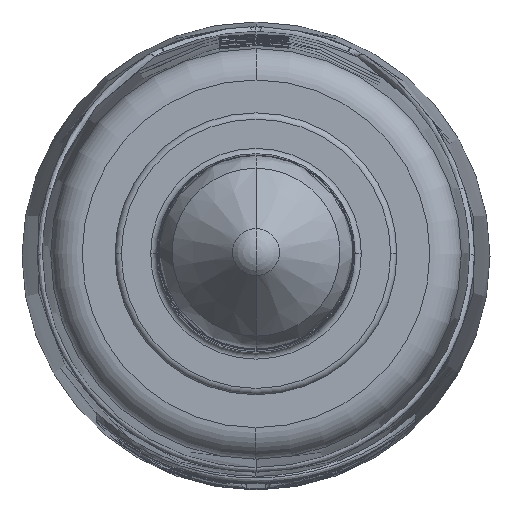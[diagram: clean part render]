
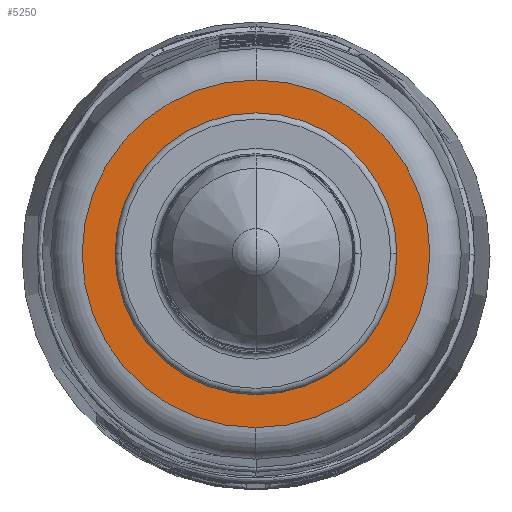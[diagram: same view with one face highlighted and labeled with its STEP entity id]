
A CAD part, top view. The second image highlights one B-rep face of the part: STEP entity #5250.
In plain terms, the highlighted planar face has unit normal (0, 0, 1).
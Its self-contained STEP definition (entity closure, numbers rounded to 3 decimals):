
#1=CARTESIAN_POINT('',(0.,0.,-22.05));
#2=DIRECTION('',(0.,0.,-1.));
#3=DIRECTION('',(-1.,0.,0.));
#4=AXIS2_PLACEMENT_3D('',#1,#2,#3);
#6=CARTESIAN_POINT('',(0.,0.,-22.05));
#7=DIRECTION('',(0.,0.,1.));
#8=DIRECTION('',(0.,1.,0.));
#9=AXIS2_PLACEMENT_3D('',#6,#7,#8);
#11=CARTESIAN_POINT('',(0.,0.,-22.05));
#12=DIRECTION('',(0.,0.,1.));
#13=DIRECTION('',(0.,-1.,0.));
#14=AXIS2_PLACEMENT_3D('',#11,#12,#13);
#16=CARTESIAN_POINT('',(0.,0.,-22.05));
#17=DIRECTION('',(0.,0.,-1.));
#18=DIRECTION('',(1.,0.,0.));
#19=AXIS2_PLACEMENT_3D('',#16,#17,#18);
#4947=CARTESIAN_POINT('',(0.,5.52,-22.05));
#4948=CARTESIAN_POINT('',(0.,-5.52,-22.05));
#4949=VERTEX_POINT('',#4947);
#4950=VERTEX_POINT('',#4948);
#5214=CARTESIAN_POINT('',(-4.475,0.,-22.05));
#5215=CARTESIAN_POINT('',(4.475,0.,-22.05));
#5216=VERTEX_POINT('',#5214);
#5217=VERTEX_POINT('',#5215);
#5234=CARTESIAN_POINT('',(0.,0.,-22.05));
#5235=DIRECTION('',(0.,0.,-1.));
#5236=DIRECTION('',(0.,1.,0.));
#5237=AXIS2_PLACEMENT_3D('',#5234,#5235,#5236);
#5238=PLANE('',#5237);
#5240=ORIENTED_EDGE('',*,*,#5239,.F.);
#5242=ORIENTED_EDGE('',*,*,#5241,.F.);
#5243=EDGE_LOOP('',(#5240,#5242));
#5244=FACE_OUTER_BOUND('',#5243,.F.);
#5245=ORIENTED_EDGE('',*,*,#5223,.F.);
#5247=ORIENTED_EDGE('',*,*,#5246,.F.);
#5248=EDGE_LOOP('',(#5245,#5247));
#5249=FACE_BOUND('',#5248,.F.);
#5250=ADVANCED_FACE('',(#5244,#5249),#5238,.F.);
#5=CIRCLE('',#4,4.475);
#10=CIRCLE('',#9,5.52);
#15=CIRCLE('',#14,5.52);
#20=CIRCLE('',#19,4.475);
#5223=EDGE_CURVE('',#5216,#5217,#5,.T.);
#5239=EDGE_CURVE('',#4949,#4950,#10,.T.);
#5241=EDGE_CURVE('',#4950,#4949,#15,.T.);
#5246=EDGE_CURVE('',#5217,#5216,#20,.T.);
